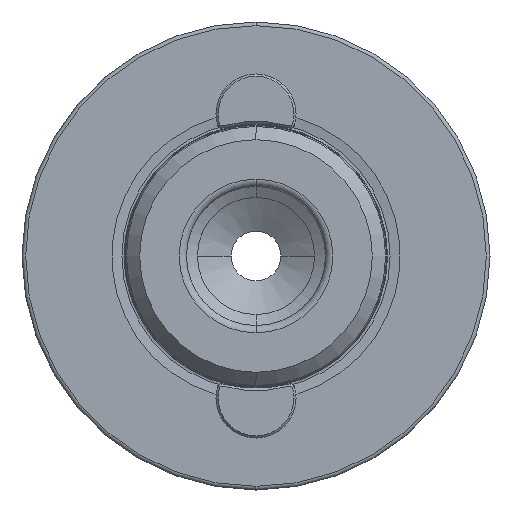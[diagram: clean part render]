
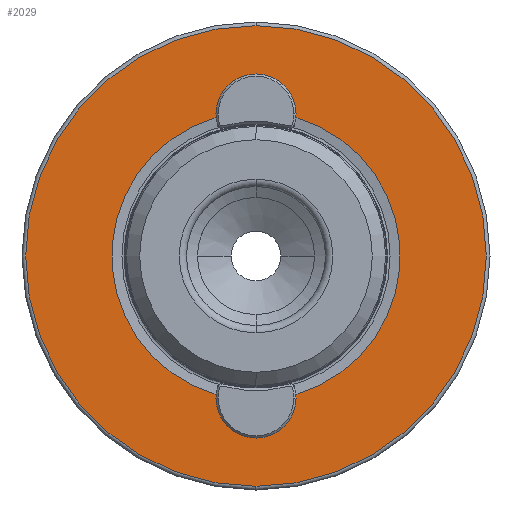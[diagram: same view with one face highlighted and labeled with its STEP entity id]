
A CAD part, left-side view. The second image highlights one B-rep face of the part: STEP entity #2029.
In plain terms, the highlighted planar face has unit normal (-1, 0, 0).
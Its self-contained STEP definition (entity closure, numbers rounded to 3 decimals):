
#39 = DIRECTION ( 'NONE',  ( -1., 0., 0. ) ) ;
#41 = AXIS2_PLACEMENT_3D ( 'NONE', #2801, #2795, #2788 ) ;
#54 = CARTESIAN_POINT ( 'NONE',  ( 0., 0., -21.5 ) ) ;
#60 = VERTEX_POINT ( 'NONE', #3284 ) ;
#303 = CIRCLE ( 'NONE', #41, 3. ) ;
#455 = CIRCLE ( 'NONE', #4256, 3. ) ;
#650 = CARTESIAN_POINT ( 'NONE',  ( 0., 2.305, 19.58 ) ) ;
#756 = CARTESIAN_POINT ( 'NONE',  ( 0., 0., -31.5 ) ) ;
#822 = EDGE_CURVE ( 'NONE', #3673, #4570, #2519, .T. ) ;
#943 = EDGE_CURVE ( 'NONE', #4253, #4420, #1531, .T. ) ;
#1278 = ORIENTED_EDGE ( 'NONE', *, *, #2022, .F. ) ;
#1306 = EDGE_LOOP ( 'NONE', ( #1278, #1678, #1685, #2111, #2166, #2344 ) ) ;
#1477 = CARTESIAN_POINT ( 'NONE',  ( 0., -2.305, 19.58 ) ) ;
#1523 = CIRCLE ( 'NONE', #4972, 31.5 ) ;
#1531 = CIRCLE ( 'NONE', #3613, 19.715 ) ;
#1678 = ORIENTED_EDGE ( 'NONE', *, *, #2089, .T. ) ;
#1685 = ORIENTED_EDGE ( 'NONE', *, *, #2184, .T. ) ;
#1707 = CARTESIAN_POINT ( 'NONE',  ( 0., -2.305, -19.58 ) ) ;
#1798 = CIRCLE ( 'NONE', #4749, 3. ) ;
#1930 = VERTEX_POINT ( 'NONE', #4327 ) ;
#2020 = DIRECTION ( 'NONE',  ( -1., 0., 0. ) ) ;
#2022 = EDGE_CURVE ( 'NONE', #4995, #3044, #2803, .T. ) ;
#2029 = ADVANCED_FACE ( 'NONE', ( #3811, #4809 ), #3916, .F. ) ;
#2089 = EDGE_CURVE ( 'NONE', #4995, #1930, #455, .T. ) ;
#2111 = ORIENTED_EDGE ( 'NONE', *, *, #943, .F. ) ;
#2148 = EDGE_CURVE ( 'NONE', #3044, #60, #1798, .T. ) ;
#2155 = CARTESIAN_POINT ( 'NONE',  ( 0., 0., 0. ) ) ;
#2166 = ORIENTED_EDGE ( 'NONE', *, *, #2910, .F. ) ;
#2173 = EDGE_CURVE ( 'NONE', #4570, #3673, #1523, .T. ) ;
#2184 = EDGE_CURVE ( 'NONE', #1930, #4420, #303, .T. ) ;
#2344 = ORIENTED_EDGE ( 'NONE', *, *, #2148, .F. ) ;
#2440 = DIRECTION ( 'NONE',  ( 0., 0., 1. ) ) ;
#2479 = ORIENTED_EDGE ( 'NONE', *, *, #822, .T. ) ;
#2519 = CIRCLE ( 'NONE', #3195, 31.5 ) ;
#2630 = ORIENTED_EDGE ( 'NONE', *, *, #2173, .T. ) ;
#2788 = DIRECTION ( 'NONE',  ( 0., 0., -1. ) ) ;
#2795 = DIRECTION ( 'NONE',  ( 1., 0., 0. ) ) ;
#2801 = CARTESIAN_POINT ( 'NONE',  ( 0., 0., 21.5 ) ) ;
#2803 = CIRCLE ( 'NONE', #3739, 19.715 ) ;
#2910 = EDGE_CURVE ( 'NONE', #60, #4253, #5010, .T. ) ;
#3018 = CARTESIAN_POINT ( 'NONE',  ( 0., 2.305, -19.58 ) ) ;
#3044 = VERTEX_POINT ( 'NONE', #3018 ) ;
#3195 = AXIS2_PLACEMENT_3D ( 'NONE', #2155, #2020, #2440 ) ;
#3219 = DIRECTION ( 'NONE',  ( 0., 0., 1. ) ) ;
#3228 = DIRECTION ( 'NONE',  ( -1., 0., 0. ) ) ;
#3239 = CARTESIAN_POINT ( 'NONE',  ( 0., 0., 0. ) ) ;
#3273 = DIRECTION ( 'NONE',  ( 0., 0., 1. ) ) ;
#3283 = DIRECTION ( 'NONE',  ( -1., 0., 0. ) ) ;
#3284 = CARTESIAN_POINT ( 'NONE',  ( 0., 0., -24.5 ) ) ;
#3299 = CARTESIAN_POINT ( 'NONE',  ( 0., 0., -21.5 ) ) ;
#3342 = CARTESIAN_POINT ( 'NONE',  ( 0., 0., 31.5 ) ) ;
#3481 = DIRECTION ( 'NONE',  ( 0., 0., -1. ) ) ;
#3487 = DIRECTION ( 'NONE',  ( 1., 0., 0. ) ) ;
#3506 = CARTESIAN_POINT ( 'NONE',  ( 0., 0., 21.5 ) ) ;
#3613 = AXIS2_PLACEMENT_3D ( 'NONE', #4884, #4855, #4850 ) ;
#3673 = VERTEX_POINT ( 'NONE', #3342 ) ;
#3739 = AXIS2_PLACEMENT_3D ( 'NONE', #3861, #3852, #3843 ) ;
#3789 = AXIS2_PLACEMENT_3D ( 'NONE', #54, #39, #4906 ) ;
#3811 = FACE_BOUND ( 'NONE', #1306, .T. ) ;
#3819 = DIRECTION ( 'NONE',  ( 0., 0., -1. ) ) ;
#3830 = DIRECTION ( 'NONE',  ( 1., 0., 0. ) ) ;
#3843 = DIRECTION ( 'NONE',  ( 0., 0., 1. ) ) ;
#3852 = DIRECTION ( 'NONE',  ( -1., 0., 0. ) ) ;
#3861 = CARTESIAN_POINT ( 'NONE',  ( 0., 0., 0. ) ) ;
#3868 = CARTESIAN_POINT ( 'NONE',  ( 0., 0., -19.715 ) ) ;
#3916 = PLANE ( 'NONE',  #4516 ) ;
#4102 = EDGE_LOOP ( 'NONE', ( #2479, #2630 ) ) ;
#4253 = VERTEX_POINT ( 'NONE', #1707 ) ;
#4256 = AXIS2_PLACEMENT_3D ( 'NONE', #3506, #3487, #3481 ) ;
#4327 = CARTESIAN_POINT ( 'NONE',  ( 0., 0., 24.5 ) ) ;
#4420 = VERTEX_POINT ( 'NONE', #1477 ) ;
#4516 = AXIS2_PLACEMENT_3D ( 'NONE', #3868, #3830, #3819 ) ;
#4570 = VERTEX_POINT ( 'NONE', #756 ) ;
#4749 = AXIS2_PLACEMENT_3D ( 'NONE', #3299, #3283, #3273 ) ;
#4809 = FACE_OUTER_BOUND ( 'NONE', #4102, .T. ) ;
#4850 = DIRECTION ( 'NONE',  ( 0., 0., 1. ) ) ;
#4855 = DIRECTION ( 'NONE',  ( -1., 0., 0. ) ) ;
#4884 = CARTESIAN_POINT ( 'NONE',  ( 0., 0., 0. ) ) ;
#4906 = DIRECTION ( 'NONE',  ( 0., 0., 1. ) ) ;
#4972 = AXIS2_PLACEMENT_3D ( 'NONE', #3239, #3228, #3219 ) ;
#4995 = VERTEX_POINT ( 'NONE', #650 ) ;
#5010 = CIRCLE ( 'NONE', #3789, 3. ) ;
